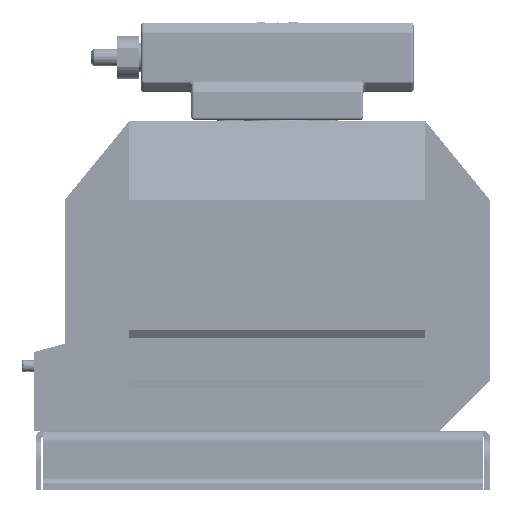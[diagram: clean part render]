
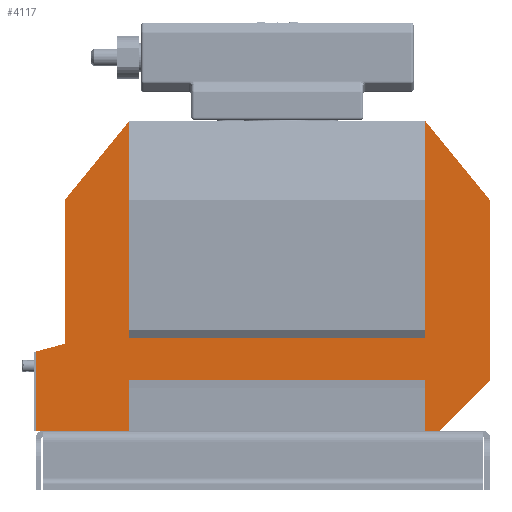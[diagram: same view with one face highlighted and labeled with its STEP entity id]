
A CAD part, left-side view. The second image highlights one B-rep face of the part: STEP entity #4117.
In plain terms, the highlighted face is planar.
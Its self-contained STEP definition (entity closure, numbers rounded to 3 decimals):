
#4117=ADVANCED_FACE('',(#15814),#15816,.F.);
#15814=FACE_BOUND('',#15815,.T.);
#15815=EDGE_LOOP('',(#31127,#31128,#31129,#31130,#31131,#31132,#31133,#31134,#31135,
#31136,#31137,#31138,#31139,#31140,#31141));
#15816=PLANE('',#15817);
#15817=AXIS2_PLACEMENT_3D('',#15818,#15819,#15820);
#15818=CARTESIAN_POINT('',(-152.5,55.,-42.859));
#15819=DIRECTION('',(0.,-1.,0.));
#15820=DIRECTION('',(0.,0.,-1.));
#31127=ORIENTED_EDGE('',*,*,#36772,.F.);
#31128=ORIENTED_EDGE('',*,*,#36780,.T.);
#31129=ORIENTED_EDGE('',*,*,#36781,.F.);
#31130=ORIENTED_EDGE('',*,*,#36782,.F.);
#31131=ORIENTED_EDGE('',*,*,#36768,.F.);
#31132=ORIENTED_EDGE('',*,*,#36783,.F.);
#31133=ORIENTED_EDGE('',*,*,#36784,.F.);
#31134=ORIENTED_EDGE('',*,*,#36785,.F.);
#31135=ORIENTED_EDGE('',*,*,#36786,.F.);
#31136=ORIENTED_EDGE('',*,*,#36787,.T.);
#31137=ORIENTED_EDGE('',*,*,#36788,.T.);
#31138=ORIENTED_EDGE('',*,*,#36789,.F.);
#31139=ORIENTED_EDGE('',*,*,#36790,.F.);
#31140=ORIENTED_EDGE('',*,*,#36791,.T.);
#31141=ORIENTED_EDGE('',*,*,#36744,.T.);
#36744=EDGE_CURVE('',#40248,#40246,#40249,.T.);
#36768=EDGE_CURVE('',#40292,#40294,#40295,.F.);
#36772=EDGE_CURVE('',#40300,#40246,#40302,.F.);
#36780=EDGE_CURVE('',#40300,#40316,#40317,.T.);
#36781=EDGE_CURVE('',#40318,#40316,#40319,.T.);
#36782=EDGE_CURVE('',#40294,#40318,#40320,.T.);
#36783=EDGE_CURVE('',#40321,#40292,#40322,.T.);
#36784=EDGE_CURVE('',#40323,#40321,#40324,.F.);
#36785=EDGE_CURVE('',#40325,#40323,#40326,.T.);
#36786=EDGE_CURVE('',#40327,#40325,#40328,.T.);
#36787=EDGE_CURVE('',#40327,#40329,#40330,.T.);
#36788=EDGE_CURVE('',#40329,#40331,#40332,.T.);
#36789=EDGE_CURVE('',#40333,#40331,#40334,.T.);
#36790=EDGE_CURVE('',#40335,#40333,#40336,.F.);
#36791=EDGE_CURVE('',#40335,#40248,#40337,.T.);
#40246=VERTEX_POINT('',#46812);
#40248=VERTEX_POINT('',#46816);
#40249=LINE('',#46817,#46818);
#40292=VERTEX_POINT('',#46906);
#40294=VERTEX_POINT('',#46910);
#40295=LINE('',#46911,#46912);
#40300=VERTEX_POINT('',#46922);
#40302=LINE('',#46926,#46927);
#40316=VERTEX_POINT('',#46961);
#40317=LINE('',#46962,#46963);
#40318=VERTEX_POINT('',#46965);
#40319=LINE('',#46966,#46967);
#40320=LINE('',#46969,#46970);
#40321=VERTEX_POINT('',#46972);
#40322=LINE('',#46973,#46974);
#40323=VERTEX_POINT('',#46976);
#40324=LINE('',#46977,#46978);
#40325=VERTEX_POINT('',#46980);
#40326=LINE('',#46981,#46982);
#40327=VERTEX_POINT('',#46984);
#40328=LINE('',#46985,#46986);
#40329=VERTEX_POINT('',#46988);
#40330=LINE('',#46989,#46990);
#40331=VERTEX_POINT('',#46992);
#40332=LINE('',#46993,#46994);
#40333=VERTEX_POINT('',#46996);
#40334=LINE('',#46997,#46998);
#40335=VERTEX_POINT('',#47000);
#40336=LINE('',#47001,#47002);
#40337=LINE('',#47004,#47005);
#46812=CARTESIAN_POINT('',(167.5,55.,-107.5));
#46816=CARTESIAN_POINT('',(167.5,55.,-52.5));
#46817=CARTESIAN_POINT('',(167.5,55.,-52.5));
#46818=VECTOR('',#46819,1.);
#46819=DIRECTION('',(0.,0.,-1.));
#46906=CARTESIAN_POINT('',(-112.5,55.,-107.5));
#46910=CARTESIAN_POINT('',(-102.5,55.,-107.5));
#46911=CARTESIAN_POINT('',(-102.5,55.,-107.5));
#46912=VECTOR('',#46913,1.);
#46913=DIRECTION('',(-1.,0.,0.));
#46922=CARTESIAN_POINT('',(102.5,55.,-107.5));
#46926=CARTESIAN_POINT('',(167.5,55.,-107.5));
#46927=VECTOR('',#46928,1.);
#46928=DIRECTION('',(-1.,0.,0.));
#46961=CARTESIAN_POINT('',(102.5,55.,-72.141));
#46962=CARTESIAN_POINT('',(102.5,55.,-107.5));
#46963=VECTOR('',#46964,1.);
#46964=DIRECTION('',(0.,0.,1.));
#46965=CARTESIAN_POINT('',(-102.5,55.,-72.141));
#46966=CARTESIAN_POINT('',(-102.5,55.,-72.141));
#46967=VECTOR('',#46968,1.);
#46968=DIRECTION('',(1.,0.,0.));
#46969=CARTESIAN_POINT('',(-102.5,55.,-107.5));
#46970=VECTOR('',#46971,1.);
#46971=DIRECTION('',(0.,0.,1.));
#46972=CARTESIAN_POINT('',(-147.5,55.,-72.5));
#46973=CARTESIAN_POINT('',(-147.5,55.,-72.5));
#46974=VECTOR('',#46975,1.);
#46975=DIRECTION('',(0.707,0.,-0.707));
#46976=CARTESIAN_POINT('',(-147.5,55.,52.5));
#46977=CARTESIAN_POINT('',(-147.5,55.,-72.5));
#46978=VECTOR('',#46979,1.);
#46979=DIRECTION('',(0.,0.,1.));
#46980=CARTESIAN_POINT('',(-102.5,55.,107.5));
#46981=CARTESIAN_POINT('',(-102.5,55.,107.5));
#46982=VECTOR('',#46983,1.);
#46983=DIRECTION('',(-0.633,0.,-0.774));
#46984=CARTESIAN_POINT('',(-102.5,55.,-42.859));
#46985=CARTESIAN_POINT('',(-102.5,55.,-42.859));
#46986=VECTOR('',#46987,1.);
#46987=DIRECTION('',(0.,0.,1.));
#46988=CARTESIAN_POINT('',(102.5,55.,-42.859));
#46989=CARTESIAN_POINT('',(-102.5,55.,-42.859));
#46990=VECTOR('',#46991,1.);
#46991=DIRECTION('',(1.,0.,0.));
#46992=CARTESIAN_POINT('',(102.5,55.,107.5));
#46993=CARTESIAN_POINT('',(102.5,55.,-42.859));
#46994=VECTOR('',#46995,1.);
#46995=DIRECTION('',(0.,0.,1.));
#46996=CARTESIAN_POINT('',(147.5,55.,52.5));
#46997=CARTESIAN_POINT('',(147.5,55.,52.5));
#46998=VECTOR('',#46999,1.);
#46999=DIRECTION('',(-0.633,0.,0.774));
#47000=CARTESIAN_POINT('',(147.5,55.,-47.141));
#47001=CARTESIAN_POINT('',(147.5,55.,52.5));
#47002=VECTOR('',#47003,1.);
#47003=DIRECTION('',(0.,0.,-1.));
#47004=CARTESIAN_POINT('',(147.5,55.,-47.141));
#47005=VECTOR('',#47006,1.);
#47006=DIRECTION('',(0.966,0.,-0.259));
